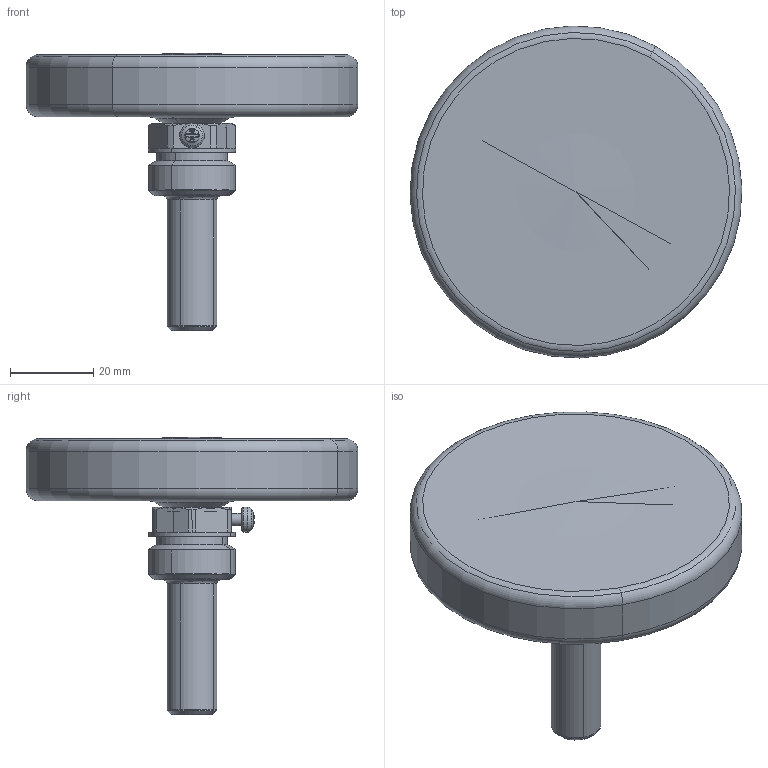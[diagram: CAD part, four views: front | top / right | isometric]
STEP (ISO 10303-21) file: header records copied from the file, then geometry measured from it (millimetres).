
FILE_DESCRIPTION(('CATIA V5 STEP Exchange'),'2;1');
FILE_NAME('STEP_688000_-_TST.stp','2019-01-24T15:41:18+00:00',('none'),('none'),'CATIA Version 5-6 Release 2016 SP4','CATIA V5 STEP AP203','none');
FILE_SCHEMA(('CONFIG_CONTROL_DESIGN'));
Length unit declared in the file: millimetre
Products named in the file (1): 688000 - TST
Bounding box: 79.98 x 79.98 x 66.83 mm (x, y, z)
Volume: 122792.4 mm3; surface area: 44159.6 mm2
Topology: 2 solids, 5 shells, 213 faces, 467 edges, 262 vertices
Faces by surface type: cylinder 73, plane 47, cone 46, bspline 26, torus 19, revolution 2
Entity records: 9129 total; most frequent: CARTESIAN_POINT 5137, ORIENTED_EDGE 918, DIRECTION 578, EDGE_CURVE 459, AXIS2_PLACEMENT_3D 301, VERTEX_POINT 262, EDGE_LOOP 221, ADVANCED_FACE 213
